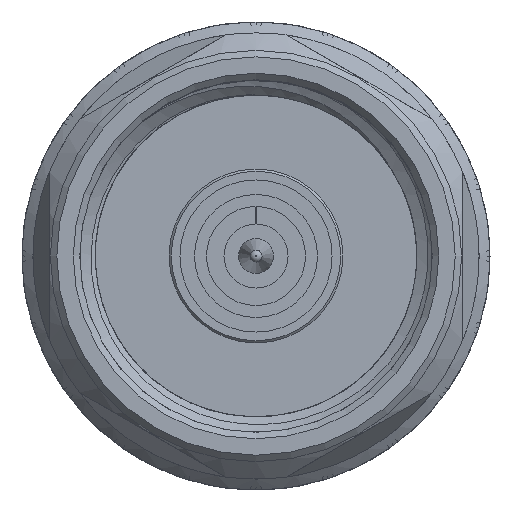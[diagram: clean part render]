
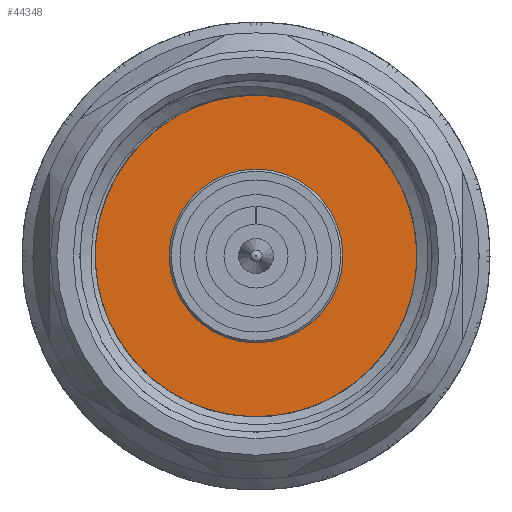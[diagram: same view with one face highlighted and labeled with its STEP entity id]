
A CAD part, left-side view. The second image highlights one B-rep face of the part: STEP entity #44348.
In plain terms, the highlighted planar face has unit normal (-1, 0, 0).
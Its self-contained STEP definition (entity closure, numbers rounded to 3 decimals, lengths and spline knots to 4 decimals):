
#5813=PLANE('',#45122);
#14840=ORIENTED_EDGE('',*,*,#19250,.T.);
#14841=ORIENTED_EDGE('',*,*,#19248,.F.);
#19248=EDGE_CURVE('',#21502,#21502,#21673,.T.);
#19250=EDGE_CURVE('',#21504,#21504,#21675,.T.);
#21502=VERTEX_POINT('',#95312);
#21504=VERTEX_POINT('',#95318);
#21673=CIRCLE('',#45119,7.8);
#21675=CIRCLE('',#45123,4.);
#23939=EDGE_LOOP('',(#14840));
#23940=EDGE_LOOP('',(#14841));
#26224=FACE_BOUND('',#23939,.T.);
#26225=FACE_BOUND('',#23940,.T.);
#44348=ADVANCED_FACE('',(#26224,#26225),#5813,.F.);
#45119=AXIS2_PLACEMENT_3D('',#95311,#46807,#46808);
#45122=AXIS2_PLACEMENT_3D('',#95316,#46813,#46814);
#45123=AXIS2_PLACEMENT_3D('',#95317,#46815,#46816);
#46807=DIRECTION('',(1.,0.,0.));
#46808=DIRECTION('',(0.,0.,1.));
#46813=DIRECTION('',(1.,0.,0.));
#46814=DIRECTION('',(0.,1.,0.));
#46815=DIRECTION('',(1.,0.,0.));
#46816=DIRECTION('',(0.,1.,0.));
#95311=CARTESIAN_POINT('',(-11.85,0.,0.));
#95312=CARTESIAN_POINT('',(-11.85,0.,7.8));
#95316=CARTESIAN_POINT('',(-11.85,0.,0.));
#95317=CARTESIAN_POINT('',(-11.85,0.,0.));
#95318=CARTESIAN_POINT('',(-11.85,4.,0.));
